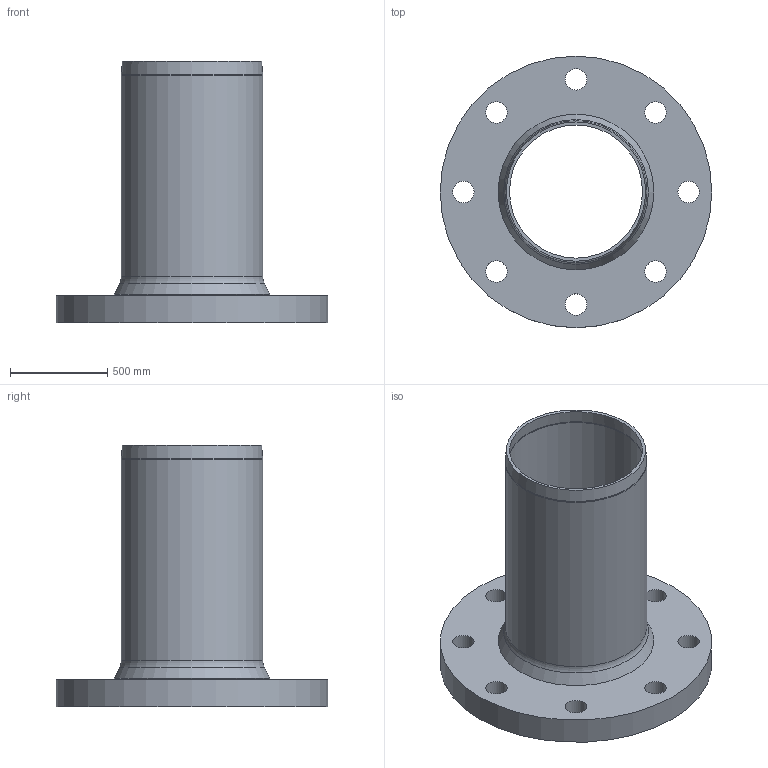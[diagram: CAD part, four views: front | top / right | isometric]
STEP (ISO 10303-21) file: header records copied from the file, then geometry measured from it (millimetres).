
FILE_DESCRIPTION(/* description */ (''),/* implementation_level */ '2;1');
FILE_NAME(/* name */ '86086.070X_3D.stp',/* time_stamp */ '2024-12-12T09:51:59+01:00',/* author */ ('CAD'),/* organization */ (''),/* preprocessor_version */ 'ST-DEVELOPER v20',/* originating_system */ 'AutoCAD Mechanical',/* authorisation */ '');
FILE_SCHEMA (('AUTOMOTIVE_DESIGN { 1 0 10303 214 3 1 1 }'));
Length unit declared in the file: centimetre
Products named in the file (2): Product; *S0
Assembly tree (1 placements, depth 2):
  Product
    *S0
Bounding box: 1400 x 1400 x 1350 mm (x, y, z)
Volume: 182705110.4 mm3; surface area: 8867046.1 mm2
Topology: 2 solids, 2 shells, 24 faces, 62 edges, 40 vertices
Faces by surface type: cylinder 12, cone 6, torus 4, plane 2
Full cylindrical faces by diameter (mm): 110 x8, 698 x1, 730 x1, 774 x1, 1400 x1
Entity records: 847 total; most frequent: DIRECTION 160, CARTESIAN_POINT 129, ORIENTED_EDGE 124, AXIS2_PLACEMENT_3D 71, EDGE_CURVE 62, CIRCLE 44, EDGE_LOOP 42, VERTEX_POINT 40
